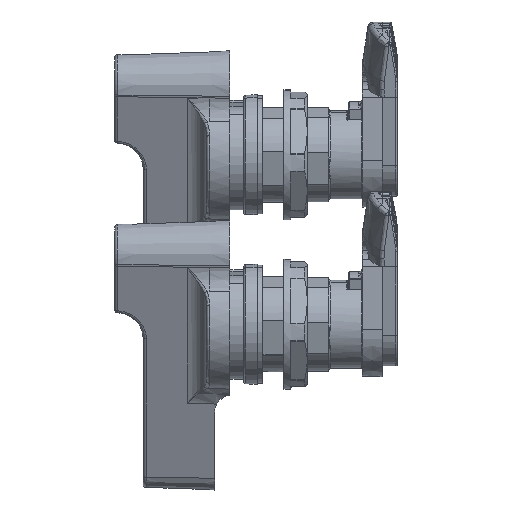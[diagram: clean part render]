
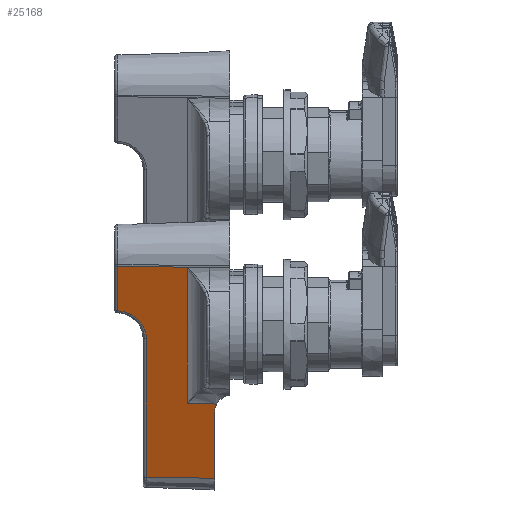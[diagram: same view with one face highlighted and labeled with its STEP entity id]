
A CAD part, left-side view. The second image highlights one B-rep face of the part: STEP entity #25168.
In plain terms, the highlighted face is planar.
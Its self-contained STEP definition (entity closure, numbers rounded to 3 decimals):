
#5305 = CARTESIAN_POINT ( 'NONE',  ( -7.21, 33.535, -8.124 ) ) ;
#7775 = CARTESIAN_POINT ( 'NONE',  ( -21.75, 33.535, -9.012 ) ) ;
#8260 = CARTESIAN_POINT ( 'NONE',  ( 25.409, 4.5, -7.148 ) ) ;
#8370 = CARTESIAN_POINT ( 'NONE',  ( 22.788, 3.897, -7.329 ) ) ;
#8401 = CARTESIAN_POINT ( 'NONE',  ( 22.788, 3.897, -7.329 ) ) ;
#8402 = CARTESIAN_POINT ( 'NONE',  ( 23.609, 4.296, -7.265 ) ) ;
#8403 = CARTESIAN_POINT ( 'NONE',  ( 24.497, 4.5, -7.204 ) ) ;
#8404 = CARTESIAN_POINT ( 'NONE',  ( 25.409, 4.5, -7.148 ) ) ;
#8405 =( BOUNDED_CURVE ( )  B_SPLINE_CURVE ( 3, ( #8404, #8403, #8402, #8401 ),
 .UNSPECIFIED., .F., .T. ) 
 B_SPLINE_CURVE_WITH_KNOTS ( ( 4, 4 ),
 ( 4.192, 4.644 ),
 .UNSPECIFIED. ) 
 CURVE ( )  GEOMETRIC_REPRESENTATION_ITEM ( )  RATIONAL_B_SPLINE_CURVE ( ( 1., 0.983, 0.983, 1. ) ) 
 REPRESENTATION_ITEM ( '' )  );
#8602 = CARTESIAN_POINT ( 'NONE',  ( 46.956, 4.5, -5.832 ) ) ;
#8603 = DIRECTION ( 'NONE',  ( -0.998, 0., -0.061 ) ) ;
#8604 = VECTOR ( 'NONE', #8603, 1000. ) ;
#8605 = CARTESIAN_POINT ( 'NONE',  ( -21.688, 4.5, -10.024 ) ) ;
#8606 = LINE ( 'NONE', #8605, #8604 ) ;
#9061 = DIRECTION ( 'NONE',  ( 0.998, 0., 0.061 ) ) ;
#9062 = VECTOR ( 'NONE', #9061, 1000. ) ;
#9063 = CARTESIAN_POINT ( 'NONE',  ( -7.269, 33.535, -8.128 ) ) ;
#9064 = LINE ( 'NONE', #9063, #9062 ) ;
#9066 = CARTESIAN_POINT ( 'NONE',  ( -21.691, 6.213, -9.964 ) ) ;
#9067 = DIRECTION ( 'NONE',  ( 0.002, -0.999, -0.035 ) ) ;
#9068 = VECTOR ( 'NONE', #9067, 1000. ) ;
#9069 = CARTESIAN_POINT ( 'NONE',  ( -21.678, 0., -10.181 ) ) ;
#9070 = LINE ( 'NONE', #9069, #9068 ) ;
#9071 = DIRECTION ( 'NONE',  ( -0.998, 0., -0.061 ) ) ;
#9080 = CARTESIAN_POINT ( 'NONE',  ( -21.678, 0., -10.181 ) ) ;
#9081 = DIRECTION ( 'NONE',  ( 0.061, 0.035, -0.998 ) ) ;
#9082 = PLANE ( 'NONE',  #9084 ) ;
#9084 = AXIS2_PLACEMENT_3D ( 'NONE', #9080, #9081, #9071 ) ;
#9085 = FACE_OUTER_BOUND ( 'NONE', #25169, .T. ) ;
#9118 = CARTESIAN_POINT ( 'NONE',  ( 46.912, 25.035, -5.116 ) ) ;
#9119 = DIRECTION ( 'NONE',  ( 0.002, -0.999, -0.035 ) ) ;
#9120 = VECTOR ( 'NONE', #9119, 1000. ) ;
#9121 = CARTESIAN_POINT ( 'NONE',  ( 46.966, 0., -5.989 ) ) ;
#9122 = LINE ( 'NONE', #9121, #9120 ) ;
#9165 = CARTESIAN_POINT ( 'NONE',  ( -21.687, 6.475, -9.955 ) ) ;
#9166 = CARTESIAN_POINT ( 'NONE',  ( -21.683, 6.738, -9.946 ) ) ;
#9167 = CARTESIAN_POINT ( 'NONE',  ( -21.679, 7., -9.936 ) ) ;
#9168 = CARTESIAN_POINT ( 'NONE',  ( -21.65, 8.93, -9.867 ) ) ;
#9169 = CARTESIAN_POINT ( 'NONE',  ( -21.62, 10.86, -9.798 ) ) ;
#9170 = CARTESIAN_POINT ( 'NONE',  ( -21.59, 12.791, -9.728 ) ) ;
#9175 = B_SPLINE_CURVE_WITH_KNOTS ( 'NONE', 3,
 ( #9170, #9169, #9168, #9167, #9166, #9165, #9221 ),
 .UNSPECIFIED., .F., .F.,
 ( 4, 3, 4 ),
 ( -0.006, 0., 0.001 ),
 .UNSPECIFIED. ) ;
#9177 = CARTESIAN_POINT ( 'NONE',  ( -21.59, 12.791, -9.728 ) ) ;
#9178 = DIRECTION ( 'NONE',  ( -0.998, 0., -0.061 ) ) ;
#9179 = VECTOR ( 'NONE', #9178, 1000. ) ;
#9180 = CARTESIAN_POINT ( 'NONE',  ( -21.705, 12.791, -9.735 ) ) ;
#9181 = LINE ( 'NONE', #9180, #9179 ) ;
#9196 = LINE ( 'NONE', #9236, #9235 ) ;
#9197 = CARTESIAN_POINT ( 'NONE',  ( 1.776, 25.035, -7.873 ) ) ;
#9221 = CARTESIAN_POINT ( 'NONE',  ( -21.691, 6.213, -9.964 ) ) ;
#9223 = CARTESIAN_POINT ( 'NONE',  ( 22.614, 12.791, -7.029 ) ) ;
#9224 = CARTESIAN_POINT ( 'NONE',  ( 22.652, 10.86, -7.094 ) ) ;
#9225 = CARTESIAN_POINT ( 'NONE',  ( 22.69, 8.93, -7.159 ) ) ;
#9226 = CARTESIAN_POINT ( 'NONE',  ( 22.727, 7., -7.224 ) ) ;
#9227 = CARTESIAN_POINT ( 'NONE',  ( 22.748, 5.966, -7.259 ) ) ;
#9228 = CARTESIAN_POINT ( 'NONE',  ( 22.768, 4.931, -7.294 ) ) ;
#9229 = CARTESIAN_POINT ( 'NONE',  ( 22.788, 3.897, -7.329 ) ) ;
#9230 = CARTESIAN_POINT ( 'NONE',  ( 22.614, 12.791, -7.029 ) ) ;
#9231 = B_SPLINE_CURVE_WITH_KNOTS ( 'NONE', 3,
 ( #9229, #9228, #9227, #9226, #9225, #9224, #9223 ),
 .UNSPECIFIED., .F., .F.,
 ( 4, 3, 4 ),
 ( 0.004, 0.007, 0.013 ),
 .UNSPECIFIED. ) ;
#9234 = DIRECTION ( 'NONE',  ( 0.998, 0., 0.061 ) ) ;
#9235 = VECTOR ( 'NONE', #9234, 1000. ) ;
#9236 = CARTESIAN_POINT ( 'NONE',  ( -21.732, 25.035, -9.308 ) ) ;
#9237 = CARTESIAN_POINT ( 'NONE',  ( 1.776, 25.035, -7.873 ) ) ;
#9238 = CARTESIAN_POINT ( 'NONE',  ( -3.267, 25.035, -8.181 ) ) ;
#9239 = CARTESIAN_POINT ( 'NONE',  ( -6.93, 28.5, -8.283 ) ) ;
#9240 = CARTESIAN_POINT ( 'NONE',  ( -7.21, 33.535, -8.124 ) ) ;
#9241 =( BOUNDED_CURVE ( )  B_SPLINE_CURVE ( 3, ( #9240, #9239, #9238, #9237 ),
 .UNSPECIFIED., .F., .T. ) 
 B_SPLINE_CURVE_WITH_KNOTS ( ( 4, 4 ),
 ( 2.677, 4.192 ),
 .UNSPECIFIED. ) 
 CURVE ( )  GEOMETRIC_REPRESENTATION_ITEM ( )  RATIONAL_B_SPLINE_CURVE ( ( 1., 0.818, 0.818, 1. ) ) 
 REPRESENTATION_ITEM ( '' )  );
#22529 = VERTEX_POINT ( 'NONE', #5305 ) ;
#24352 = VERTEX_POINT ( 'NONE', #7775 ) ;
#24662 = VERTEX_POINT ( 'NONE', #8260 ) ;
#24736 = VERTEX_POINT ( 'NONE', #8370 ) ;
#24739 = EDGE_CURVE ( 'NONE', #24662, #24736, #8405, .T. ) ;
#24896 = EDGE_CURVE ( 'NONE', #24897, #24662, #8606, .T. ) ;
#24897 = VERTEX_POINT ( 'NONE', #8602 ) ;
#25168 = ADVANCED_FACE ( 'NONE', ( #9085 ), #9082, .T. ) ;
#25169 = EDGE_LOOP ( 'NONE', ( #25170, #25175, #25264, #25269, #25272, #25273, #25275, #25276, #25280, #25244 ) ) ;
#25170 = ORIENTED_EDGE ( 'NONE', *, *, #25172, .F. ) ;
#25172 = EDGE_CURVE ( 'NONE', #24352, #25173, #9070, .T. ) ;
#25173 = VERTEX_POINT ( 'NONE', #9066 ) ;
#25175 = ORIENTED_EDGE ( 'NONE', *, *, #25176, .T. ) ;
#25176 = EDGE_CURVE ( 'NONE', #24352, #22529, #9064, .T. ) ;
#25207 = EDGE_CURVE ( 'NONE', #25208, #24897, #9122, .T. ) ;
#25208 = VERTEX_POINT ( 'NONE', #9118 ) ;
#25240 = EDGE_CURVE ( 'NONE', #25278, #25243, #9181, .T. ) ;
#25243 = VERTEX_POINT ( 'NONE', #9177 ) ;
#25244 = ORIENTED_EDGE ( 'NONE', *, *, #25246, .T. ) ;
#25246 = EDGE_CURVE ( 'NONE', #25243, #25173, #9175, .T. ) ;
#25264 = ORIENTED_EDGE ( 'NONE', *, *, #25266, .T. ) ;
#25266 = EDGE_CURVE ( 'NONE', #22529, #25268, #9241, .T. ) ;
#25268 = VERTEX_POINT ( 'NONE', #9197 ) ;
#25269 = ORIENTED_EDGE ( 'NONE', *, *, #25271, .T. ) ;
#25271 = EDGE_CURVE ( 'NONE', #25268, #25208, #9196, .T. ) ;
#25272 = ORIENTED_EDGE ( 'NONE', *, *, #25207, .T. ) ;
#25273 = ORIENTED_EDGE ( 'NONE', *, *, #24896, .T. ) ;
#25275 = ORIENTED_EDGE ( 'NONE', *, *, #24739, .T. ) ;
#25276 = ORIENTED_EDGE ( 'NONE', *, *, #25277, .T. ) ;
#25277 = EDGE_CURVE ( 'NONE', #24736, #25278, #9231, .T. ) ;
#25278 = VERTEX_POINT ( 'NONE', #9230 ) ;
#25280 = ORIENTED_EDGE ( 'NONE', *, *, #25240, .T. ) ;
